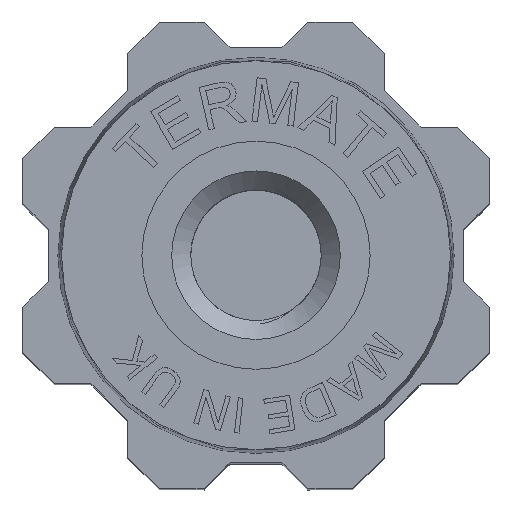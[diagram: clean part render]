
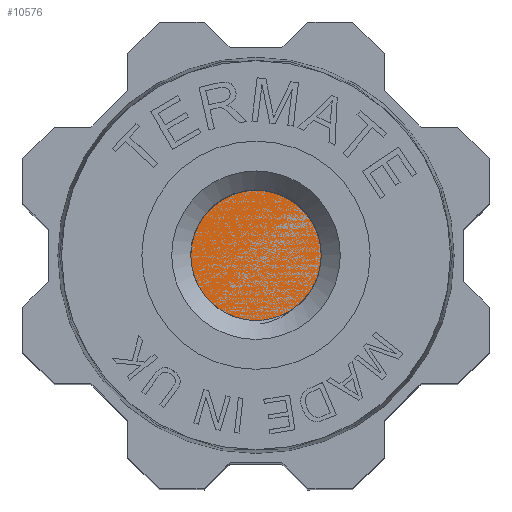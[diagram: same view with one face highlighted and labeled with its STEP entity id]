
A CAD part, top view. The second image highlights one B-rep face of the part: STEP entity #10576.
In plain terms, the highlighted planar face has unit normal (0, 0, 1).
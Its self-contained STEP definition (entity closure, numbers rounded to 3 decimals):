
#80=PLANE('',#11188);
#658=FACE_OUTER_BOUND('',#1238,.T.);
#1238=EDGE_LOOP('',(#7576));
#1838=CIRCLE('',#11186,3.25);
#4764=VERTEX_POINT('',#16813);
#5863=EDGE_CURVE('',#4764,#4764,#1838,.T.);
#7576=ORIENTED_EDGE('',*,*,#5863,.T.);
#10576=ADVANCED_FACE('',(#658),#80,.T.);
#11186=AXIS2_PLACEMENT_3D('',#16814,#11789,#11790);
#11188=AXIS2_PLACEMENT_3D('',#16817,#11794,#11795);
#11789=DIRECTION('center_axis',(0.,0.,1.));
#11790=DIRECTION('ref_axis',(-1.,0.,0.));
#11794=DIRECTION('center_axis',(0.,0.,1.));
#11795=DIRECTION('ref_axis',(-1.,0.,0.));
#16813=CARTESIAN_POINT('',(3.25,0.,27.));
#16814=CARTESIAN_POINT('Origin',(0.,0.,27.));
#16817=CARTESIAN_POINT('Origin',(0.,0.,27.));
